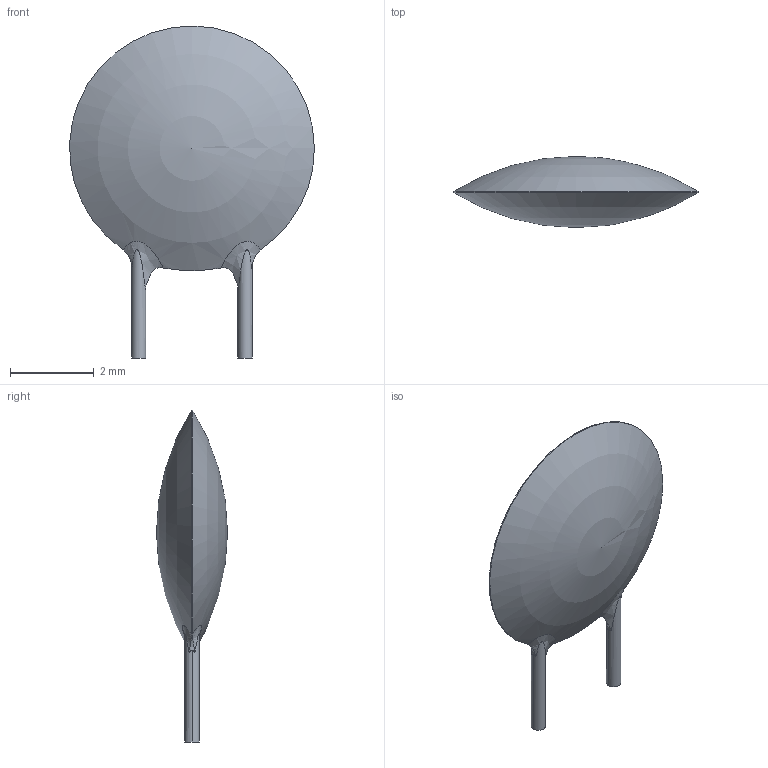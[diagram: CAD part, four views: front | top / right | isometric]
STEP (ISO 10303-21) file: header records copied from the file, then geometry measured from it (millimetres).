
FILE_DESCRIPTION (( 'STEP AP214' ), '1' );
FILE_NAME ('818ADDF0-71F7-42ED-9D5E-36E3B90E2955.STEP', '2009-04-19T08:28:13', ( 'sysAdmin' ), ( 'SolidWorks' ), 'SwSTEP 2.0', 'SolidWorks 2009', '' );
FILE_SCHEMA (( 'AUTOMOTIVE_DESIGN' ));
Length unit declared in the file: millimetre
Products named in the file (1): 818ADDF0-71F7-42ED-9D5E-36E3B90E2955
Bounding box: 5.84 x 1.7 x 7.92 mm (x, y, z)
Volume: 24.1 mm3; surface area: 63.8 mm2
Topology: 1 solids, 1 shells, 21 faces, 61 edges, 40 vertices
Faces by surface type: bspline 10, cylinder 7, sphere 2, plane 2
Entity records: 1364 total; most frequent: CARTESIAN_POINT 694, ORIENTED_EDGE 110, EDGE_CURVE 55, DIRECTION 53, B_SPLINE_CURVE_WITH_KNOTS 38, VERTEX_POINT 36, AXIS2_PLACEMENT_3D 24, UNCERTAINTY_MEASURE_WITH_UNIT 23
